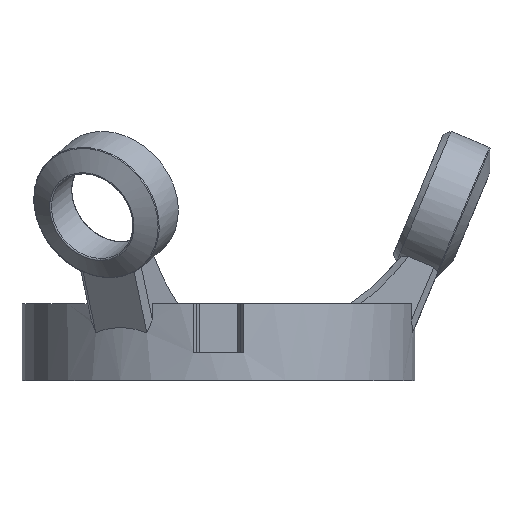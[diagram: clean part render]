
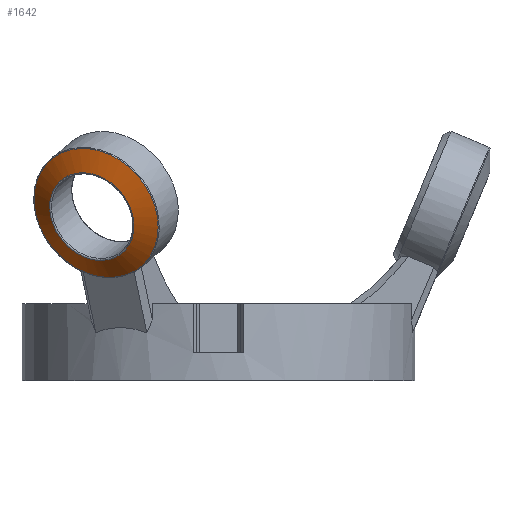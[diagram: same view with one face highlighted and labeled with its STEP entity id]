
A CAD part, left-side view. The second image highlights one B-rep face of the part: STEP entity #1642.
In plain terms, the highlighted conical face has half-angle 67.5 degrees and reference radius 4.902 mm.
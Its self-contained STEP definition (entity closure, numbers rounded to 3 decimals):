
#57=CONICAL_SURFACE('',#1757,4.902,1.178);
#129=LINE('',#2515,#243);
#243=VECTOR('',#1988,4.902);
#380=FACE_OUTER_BOUND('',#471,.T.);
#471=EDGE_LOOP('',(#1129,#1130,#1131,#1132,#1133,#1134,#1135));
#577=CIRCLE('',#1754,4.038);
#578=CIRCLE('',#1755,4.038);
#579=CIRCLE('',#1756,4.038);
#580=CIRCLE('',#1758,5.938);
#581=CIRCLE('',#1759,5.938);
#682=VERTEX_POINT('',#2504);
#683=VERTEX_POINT('',#2506);
#684=VERTEX_POINT('',#2508);
#685=VERTEX_POINT('',#2512);
#686=VERTEX_POINT('',#2513);
#858=EDGE_CURVE('',#682,#683,#577,.T.);
#859=EDGE_CURVE('',#683,#684,#578,.T.);
#860=EDGE_CURVE('',#684,#682,#579,.T.);
#861=EDGE_CURVE('',#685,#686,#580,.T.);
#862=EDGE_CURVE('',#685,#683,#129,.T.);
#863=EDGE_CURVE('',#686,#685,#581,.T.);
#1129=ORIENTED_EDGE('',*,*,#861,.F.);
#1130=ORIENTED_EDGE('',*,*,#862,.T.);
#1131=ORIENTED_EDGE('',*,*,#858,.F.);
#1132=ORIENTED_EDGE('',*,*,#860,.F.);
#1133=ORIENTED_EDGE('',*,*,#859,.F.);
#1134=ORIENTED_EDGE('',*,*,#862,.F.);
#1135=ORIENTED_EDGE('',*,*,#863,.F.);
#1642=ADVANCED_FACE('',(#380),#57,.T.);
#1754=AXIS2_PLACEMENT_3D('',#2507,#1978,#1979);
#1755=AXIS2_PLACEMENT_3D('',#2509,#1980,#1981);
#1756=AXIS2_PLACEMENT_3D('',#2510,#1982,#1983);
#1757=AXIS2_PLACEMENT_3D('',#2511,#1984,#1985);
#1758=AXIS2_PLACEMENT_3D('',#2514,#1986,#1987);
#1759=AXIS2_PLACEMENT_3D('',#2516,#1989,#1990);
#1978=DIRECTION('center_axis',(-0.799,0.461,-0.386));
#1979=DIRECTION('ref_axis',(-0.5,-0.866,0.));
#1980=DIRECTION('center_axis',(-0.799,0.461,-0.386));
#1981=DIRECTION('ref_axis',(-0.5,-0.866,0.));
#1982=DIRECTION('center_axis',(-0.799,0.461,-0.386));
#1983=DIRECTION('ref_axis',(-0.5,-0.866,0.));
#1984=DIRECTION('center_axis',(0.799,-0.461,0.386));
#1985=DIRECTION('ref_axis',(-0.334,0.193,0.923));
#1986=DIRECTION('center_axis',(0.799,-0.461,0.386));
#1987=DIRECTION('ref_axis',(-0.334,0.193,0.923));
#1988=DIRECTION('',(-0.615,0.355,0.705));
#1989=DIRECTION('center_axis',(0.799,-0.461,0.386));
#1990=DIRECTION('ref_axis',(-0.334,0.193,0.923));
#2504=CARTESIAN_POINT('',(-16.866,10.752,18.079));
#2506=CARTESIAN_POINT('',(-17.273,9.973,17.989));
#2507=CARTESIAN_POINT('Origin',(-18.623,10.752,21.715));
#2508=CARTESIAN_POINT('',(-16.604,14.249,21.715));
#2509=CARTESIAN_POINT('Origin',(-18.623,10.752,21.715));
#2510=CARTESIAN_POINT('Origin',(-18.623,10.752,21.715));
#2511=CARTESIAN_POINT('Origin',(-18.337,10.587,21.853));
#2512=CARTESIAN_POINT('',(-16.009,9.243,16.54));
#2513=CARTESIAN_POINT('',(-19.285,12.626,27.366));
#2514=CARTESIAN_POINT('Origin',(-17.994,10.389,22.019));
#2515=CARTESIAN_POINT('',(-16.699,9.641,17.331));
#2516=CARTESIAN_POINT('Origin',(-17.994,10.389,22.019));
